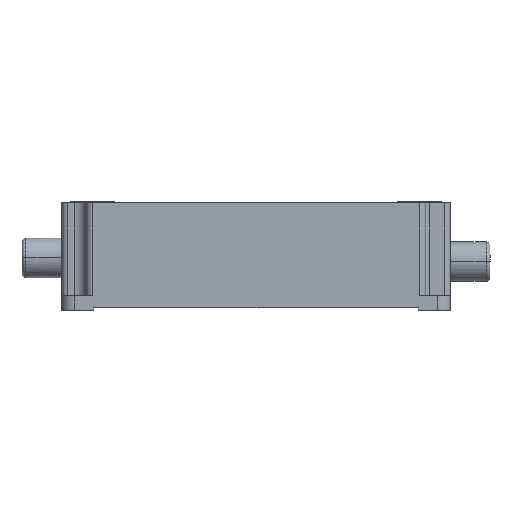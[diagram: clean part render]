
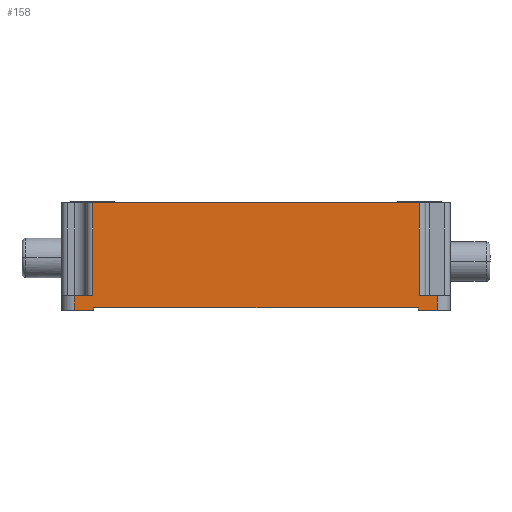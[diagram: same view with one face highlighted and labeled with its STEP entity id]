
A CAD part, front view. The second image highlights one B-rep face of the part: STEP entity #158.
In plain terms, the highlighted planar face has unit normal (0, -1, 0).
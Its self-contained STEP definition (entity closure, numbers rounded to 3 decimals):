
#158=ADVANCED_FACE('',(#292),#2115,.T.);
#292=FACE_OUTER_BOUND('',#446,.T.);
#446=EDGE_LOOP('',(#1042,#1043,#1044,#1045,#1046,#1047,#1048,#1049,#1050,
#1051,#1052,#1053));
#1042=ORIENTED_EDGE('',*,*,#1424,.T.);
#1043=ORIENTED_EDGE('',*,*,#1423,.F.);
#1044=ORIENTED_EDGE('',*,*,#1281,.F.);
#1045=ORIENTED_EDGE('',*,*,#1366,.F.);
#1046=ORIENTED_EDGE('',*,*,#1282,.F.);
#1047=ORIENTED_EDGE('',*,*,#1329,.F.);
#1048=ORIENTED_EDGE('',*,*,#1279,.F.);
#1049=ORIENTED_EDGE('',*,*,#1334,.F.);
#1050=ORIENTED_EDGE('',*,*,#1280,.F.);
#1051=ORIENTED_EDGE('',*,*,#1371,.F.);
#1052=ORIENTED_EDGE('',*,*,#1440,.F.);
#1053=ORIENTED_EDGE('',*,*,#1422,.T.);
#1279=EDGE_CURVE('',#1924,#1923,#1638,.T.);
#1280=EDGE_CURVE('',#1926,#1925,#1639,.T.);
#1281=EDGE_CURVE('',#1928,#2009,#1640,.T.);
#1282=EDGE_CURVE('',#1930,#1929,#1641,.T.);
#1329=EDGE_CURVE('',#1923,#1930,#1688,.T.);
#1334=EDGE_CURVE('',#1925,#1924,#1693,.T.);
#1366=EDGE_CURVE('',#1929,#1928,#1725,.T.);
#1371=EDGE_CURVE('',#1927,#1926,#1730,.T.);
#1422=EDGE_CURVE('',#2008,#2007,#1763,.T.);
#1423=EDGE_CURVE('',#2009,#2010,#1764,.T.);
#1424=EDGE_CURVE('',#2007,#2010,#1765,.T.);
#1440=EDGE_CURVE('',#2008,#1927,#1781,.T.);
#1638=(
BOUNDED_CURVE()
B_SPLINE_CURVE(2,(#3909,#3910,#3911),.UNSPECIFIED.,.F.,.F.)
B_SPLINE_CURVE_WITH_KNOTS((3,3),(423.,687.),.UNSPECIFIED.)
CURVE()
GEOMETRIC_REPRESENTATION_ITEM()
RATIONAL_B_SPLINE_CURVE((1.,1.,1.))
REPRESENTATION_ITEM('')
);
#1639=(
BOUNDED_CURVE()
B_SPLINE_CURVE(2,(#3912,#3913,#3914),.UNSPECIFIED.,.F.,.F.)
B_SPLINE_CURVE_WITH_KNOTS((3,3),(333.,348.),.UNSPECIFIED.)
CURVE()
GEOMETRIC_REPRESENTATION_ITEM()
RATIONAL_B_SPLINE_CURVE((1.,1.,1.))
REPRESENTATION_ITEM('')
);
#1640=(
BOUNDED_CURVE()
B_SPLINE_CURVE(2,(#3915,#3916,#3917),.UNSPECIFIED.,.F.,.F.)
B_SPLINE_CURVE_WITH_KNOTS((3,3),(27.,43.),.UNSPECIFIED.)
CURVE()
GEOMETRIC_REPRESENTATION_ITEM()
RATIONAL_B_SPLINE_CURVE((1.,1.,1.))
REPRESENTATION_ITEM('')
);
#1641=(
BOUNDED_CURVE()
B_SPLINE_CURVE(2,(#3918,#3919,#3920),.UNSPECIFIED.,.F.,.F.)
B_SPLINE_CURVE_WITH_KNOTS((3,3),(0.,15.),.UNSPECIFIED.)
CURVE()
GEOMETRIC_REPRESENTATION_ITEM()
RATIONAL_B_SPLINE_CURVE((1.,1.,1.))
REPRESENTATION_ITEM('')
);
#1688=(
BOUNDED_CURVE()
B_SPLINE_CURVE(1,(#4047,#4048),.UNSPECIFIED.,.F.,.F.)
B_SPLINE_CURVE_WITH_KNOTS((2,2),(-75.,0.),.UNSPECIFIED.)
CURVE()
GEOMETRIC_REPRESENTATION_ITEM()
RATIONAL_B_SPLINE_CURVE((1.,1.))
REPRESENTATION_ITEM('')
);
#1693=(
BOUNDED_CURVE()
B_SPLINE_CURVE(1,(#4064,#4065),.UNSPECIFIED.,.F.,.F.)
B_SPLINE_CURVE_WITH_KNOTS((2,2),(0.,75.),.UNSPECIFIED.)
CURVE()
GEOMETRIC_REPRESENTATION_ITEM()
RATIONAL_B_SPLINE_CURVE((1.,1.))
REPRESENTATION_ITEM('')
);
#1725=(
BOUNDED_CURVE()
B_SPLINE_CURVE(1,(#4145,#4146),.UNSPECIFIED.,.F.,.F.)
B_SPLINE_CURVE_WITH_KNOTS((2,2),(-12.,0.),.UNSPECIFIED.)
CURVE()
GEOMETRIC_REPRESENTATION_ITEM()
RATIONAL_B_SPLINE_CURVE((1.,1.))
REPRESENTATION_ITEM('')
);
#1730=(
BOUNDED_CURVE()
B_SPLINE_CURVE(1,(#4158,#4159),.UNSPECIFIED.,.F.,.F.)
B_SPLINE_CURVE_WITH_KNOTS((2,2),(0.,12.),.UNSPECIFIED.)
CURVE()
GEOMETRIC_REPRESENTATION_ITEM()
RATIONAL_B_SPLINE_CURVE((1.,1.))
REPRESENTATION_ITEM('')
);
#1763=(
BOUNDED_CURVE()
B_SPLINE_CURVE(1,(#4284,#4285),.UNSPECIFIED.,.F.,.F.)
B_SPLINE_CURVE_WITH_KNOTS((2,2),(0.,2.),.UNSPECIFIED.)
CURVE()
GEOMETRIC_REPRESENTATION_ITEM()
RATIONAL_B_SPLINE_CURVE((1.,1.))
REPRESENTATION_ITEM('')
);
#1764=(
BOUNDED_CURVE()
B_SPLINE_CURVE(1,(#4286,#4287),.UNSPECIFIED.,.F.,.F.)
B_SPLINE_CURVE_WITH_KNOTS((2,2),(0.,2.),.UNSPECIFIED.)
CURVE()
GEOMETRIC_REPRESENTATION_ITEM()
RATIONAL_B_SPLINE_CURVE((1.,1.))
REPRESENTATION_ITEM('')
);
#1765=(
BOUNDED_CURVE()
B_SPLINE_CURVE(2,(#4288,#4289,#4290),.UNSPECIFIED.,.F.,.F.)
B_SPLINE_CURVE_WITH_KNOTS((3,3),(500.265,762.265),
 .UNSPECIFIED.)
CURVE()
GEOMETRIC_REPRESENTATION_ITEM()
RATIONAL_B_SPLINE_CURVE((1.,1.,1.))
REPRESENTATION_ITEM('')
);
#1781=(
BOUNDED_CURVE()
B_SPLINE_CURVE(2,(#4332,#4333,#4334),.UNSPECIFIED.,.F.,.F.)
B_SPLINE_CURVE_WITH_KNOTS((3,3),(305.,321.),.UNSPECIFIED.)
CURVE()
GEOMETRIC_REPRESENTATION_ITEM()
RATIONAL_B_SPLINE_CURVE((1.,1.,1.))
REPRESENTATION_ITEM('')
);
#1923=VERTEX_POINT('',#3320);
#1924=VERTEX_POINT('',#3321);
#1925=VERTEX_POINT('',#3322);
#1926=VERTEX_POINT('',#3323);
#1927=VERTEX_POINT('',#3324);
#1928=VERTEX_POINT('',#3325);
#1929=VERTEX_POINT('',#3326);
#1930=VERTEX_POINT('',#3327);
#2007=VERTEX_POINT('',#3404);
#2008=VERTEX_POINT('',#3405);
#2009=VERTEX_POINT('',#3406);
#2010=VERTEX_POINT('',#3407);
#2115=PLANE('',#2269);
#2269=AXIS2_PLACEMENT_3D('',#2924,#2331,$);
#2331=DIRECTION('',(0.,-1.,0.));
#2924=CARTESIAN_POINT('',(306.94,0.,87.87));
#3320=CARTESIAN_POINT('',(289.,0.,87.));
#3321=CARTESIAN_POINT('',(25.,0.,87.));
#3322=CARTESIAN_POINT('',(25.,0.,12.));
#3323=CARTESIAN_POINT('',(10.,0.,12.));
#3324=CARTESIAN_POINT('',(10.,0.,0.));
#3325=CARTESIAN_POINT('',(304.,0.,0.));
#3326=CARTESIAN_POINT('',(304.,0.,12.));
#3327=CARTESIAN_POINT('',(289.,0.,12.));
#3404=CARTESIAN_POINT('',(26.,0.,2.));
#3405=CARTESIAN_POINT('',(26.,0.,0.));
#3406=CARTESIAN_POINT('',(288.,0.,0.));
#3407=CARTESIAN_POINT('',(288.,0.,2.));
#3909=CARTESIAN_POINT('',(25.,0.,87.));
#3910=CARTESIAN_POINT('',(157.,0.,87.));
#3911=CARTESIAN_POINT('',(289.,0.,87.));
#3912=CARTESIAN_POINT('',(10.,0.,12.));
#3913=CARTESIAN_POINT('',(17.5,0.,12.));
#3914=CARTESIAN_POINT('',(25.,0.,12.));
#3915=CARTESIAN_POINT('',(304.,0.,0.));
#3916=CARTESIAN_POINT('',(296.,0.,0.));
#3917=CARTESIAN_POINT('',(288.,0.,0.));
#3918=CARTESIAN_POINT('',(289.,0.,12.));
#3919=CARTESIAN_POINT('',(296.5,0.,12.));
#3920=CARTESIAN_POINT('',(304.,0.,12.));
#4047=CARTESIAN_POINT('',(289.,0.,87.));
#4048=CARTESIAN_POINT('',(289.,0.,12.));
#4064=CARTESIAN_POINT('',(25.,0.,12.));
#4065=CARTESIAN_POINT('',(25.,0.,87.));
#4145=CARTESIAN_POINT('',(304.,0.,12.));
#4146=CARTESIAN_POINT('',(304.,0.,0.));
#4158=CARTESIAN_POINT('',(10.,0.,0.));
#4159=CARTESIAN_POINT('',(10.,0.,12.));
#4284=CARTESIAN_POINT('',(26.,0.,0.));
#4285=CARTESIAN_POINT('',(26.,0.,2.));
#4286=CARTESIAN_POINT('',(288.,0.,0.));
#4287=CARTESIAN_POINT('',(288.,0.,2.));
#4288=CARTESIAN_POINT('',(26.,0.,2.));
#4289=CARTESIAN_POINT('',(157.,0.,2.));
#4290=CARTESIAN_POINT('',(288.,0.,2.));
#4332=CARTESIAN_POINT('',(26.,0.,0.));
#4333=CARTESIAN_POINT('',(18.,0.,0.));
#4334=CARTESIAN_POINT('',(10.,0.,0.));
